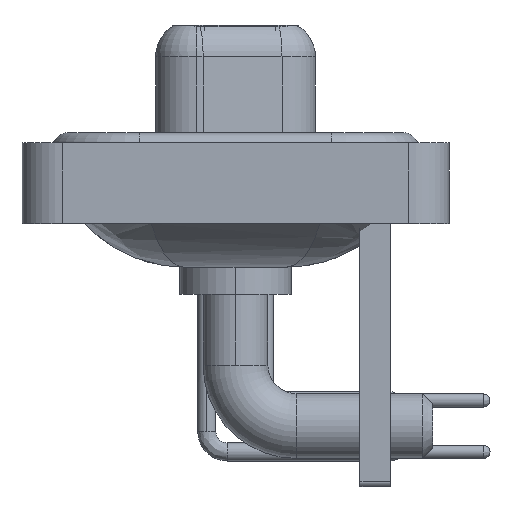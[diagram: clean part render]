
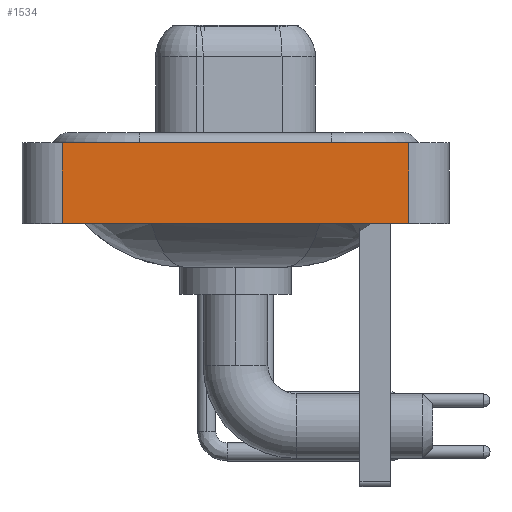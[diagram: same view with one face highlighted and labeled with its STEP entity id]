
A CAD part, left-side view. The second image highlights one B-rep face of the part: STEP entity #1534.
In plain terms, the highlighted planar face has unit normal (-1, 0, 0).
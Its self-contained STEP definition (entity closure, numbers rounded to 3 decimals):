
#198 = EDGE_LOOP ( 'NONE', ( #14436, #15853, #9125, #17990 ) ) ;
#774 = CARTESIAN_POINT ( 'NONE',  ( -7.35, 8.55, -3.6 ) ) ;
#1534 = ADVANCED_FACE ( 'NONE', ( #16053 ), #23860, .T. ) ;
#1638 = VECTOR ( 'NONE', #24110, 1000. ) ;
#1876 = DIRECTION ( 'NONE',  ( 0., 0., 1. ) ) ;
#3520 = VERTEX_POINT ( 'NONE', #15283 ) ;
#3792 = LINE ( 'NONE', #19353, #14562 ) ;
#4329 = CARTESIAN_POINT ( 'NONE',  ( -7.35, -8.55, -3.6 ) ) ;
#4563 = LINE ( 'NONE', #4329, #1638 ) ;
#4778 = CARTESIAN_POINT ( 'NONE',  ( -7.35, -8.55, 0.4 ) ) ;
#4915 = VECTOR ( 'NONE', #23005, 1000. ) ;
#5009 = CARTESIAN_POINT ( 'NONE',  ( -7.35, -8.55, 0.4 ) ) ;
#5768 = DIRECTION ( 'NONE',  ( 0., -1., 0. ) ) ;
#6497 = CARTESIAN_POINT ( 'NONE',  ( -7.35, -8.55, -3.6 ) ) ;
#8128 = VECTOR ( 'NONE', #5768, 1000. ) ;
#9125 = ORIENTED_EDGE ( 'NONE', *, *, #20790, .F. ) ;
#11971 = VERTEX_POINT ( 'NONE', #774 ) ;
#11973 = CARTESIAN_POINT ( 'NONE',  ( -7.35, -8.55, -3.6 ) ) ;
#12288 = EDGE_CURVE ( 'NONE', #23017, #19591, #4563, .T. ) ;
#12311 = DIRECTION ( 'NONE',  ( -1., 0., 0. ) ) ;
#14263 = DIRECTION ( 'NONE',  ( 0., 0., 1. ) ) ;
#14292 = EDGE_CURVE ( 'NONE', #11971, #23017, #21361, .T. ) ;
#14436 = ORIENTED_EDGE ( 'NONE', *, *, #12288, .T. ) ;
#14562 = VECTOR ( 'NONE', #1876, 1000. ) ;
#14752 = EDGE_CURVE ( 'NONE', #3520, #19591, #16863, .T. ) ;
#15283 = CARTESIAN_POINT ( 'NONE',  ( -7.35, 8.55, 0.4 ) ) ;
#15853 = ORIENTED_EDGE ( 'NONE', *, *, #14752, .F. ) ;
#16053 = FACE_OUTER_BOUND ( 'NONE', #198, .T. ) ;
#16863 = LINE ( 'NONE', #5009, #4915 ) ;
#17990 = ORIENTED_EDGE ( 'NONE', *, *, #14292, .T. ) ;
#18850 = CARTESIAN_POINT ( 'NONE',  ( -7.35, -8.55, -3.6 ) ) ;
#19353 = CARTESIAN_POINT ( 'NONE',  ( -7.35, 8.55, -3.6 ) ) ;
#19591 = VERTEX_POINT ( 'NONE', #4778 ) ;
#20790 = EDGE_CURVE ( 'NONE', #11971, #3520, #3792, .T. ) ;
#21361 = LINE ( 'NONE', #11973, #8128 ) ;
#23005 = DIRECTION ( 'NONE',  ( 0., -1., 0. ) ) ;
#23017 = VERTEX_POINT ( 'NONE', #18850 ) ;
#23860 = PLANE ( 'NONE',  #24365 ) ;
#24110 = DIRECTION ( 'NONE',  ( 0., 0., 1. ) ) ;
#24365 = AXIS2_PLACEMENT_3D ( 'NONE', #6497, #12311, #14263 ) ;
